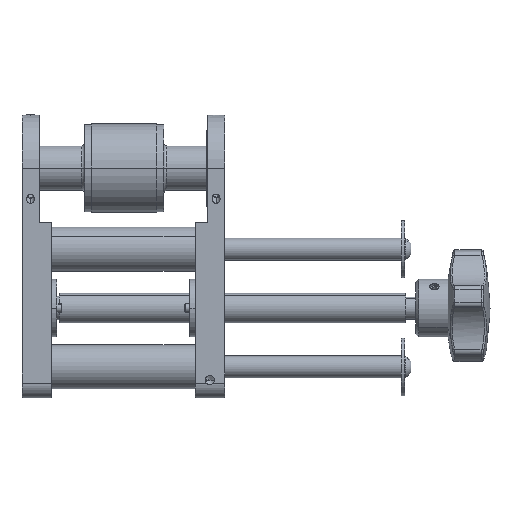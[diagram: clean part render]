
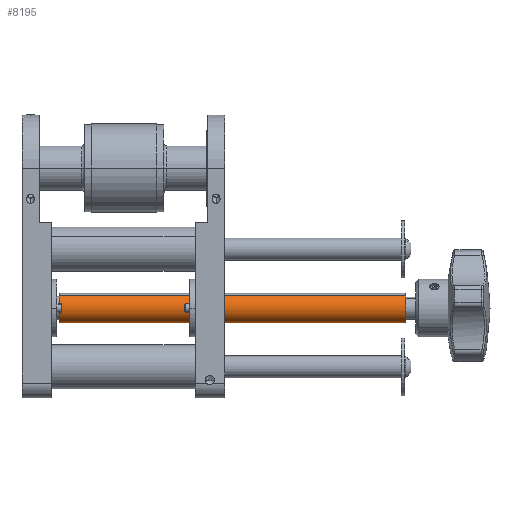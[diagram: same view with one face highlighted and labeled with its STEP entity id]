
A CAD part, left-side view. The second image highlights one B-rep face of the part: STEP entity #8195.
In plain terms, the highlighted cylindrical face has radius 6.35 mm (diameter 12.7 mm), a partial arc.
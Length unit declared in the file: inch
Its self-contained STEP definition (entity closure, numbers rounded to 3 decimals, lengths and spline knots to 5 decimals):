
#234 = ORIENTED_EDGE ( 'NONE', *, *, #5443, .T. ) ;
#1559 = CARTESIAN_POINT ( 'NONE',  ( -0.13657, -6.514, -2.1656 ) ) ;
#1649 = DIRECTION ( 'NONE',  ( 0., -1., 0. ) ) ;
#1972 = LINE ( 'NONE', #20471, #4563 ) ;
#3074 = CYLINDRICAL_SURFACE ( 'NONE', #9529, 0.25 ) ;
#3318 = DIRECTION ( 'NONE',  ( -0.546, 0., 0.838 ) ) ;
#3416 = DIRECTION ( 'NONE',  ( 0., 1., 0. ) ) ;
#3538 = CARTESIAN_POINT ( 'NONE',  ( -0.13657, -6.514, -2.1656 ) ) ;
#3613 = VERTEX_POINT ( 'NONE', #1559 ) ;
#4563 = VECTOR ( 'NONE', #25920, 39.37008 ) ;
#5443 = EDGE_CURVE ( 'NONE', #6458, #22846, #14150, .T. ) ;
#5808 = CARTESIAN_POINT ( 'NONE',  ( 0.13657, -6.514, -2.5844 ) ) ;
#5892 = EDGE_CURVE ( 'NONE', #3613, #6458, #6475, .T. ) ;
#6458 = VERTEX_POINT ( 'NONE', #7795 ) ;
#6475 = LINE ( 'NONE', #3538, #24864 ) ;
#7795 = CARTESIAN_POINT ( 'NONE',  ( -0.13657, -0.629, -2.1656 ) ) ;
#8195 = ADVANCED_FACE ( 'NONE', ( #21212 ), #3074, .T. ) ;
#8509 = CARTESIAN_POINT ( 'NONE',  ( 0., -0.629, -2.375 ) ) ;
#9137 = DIRECTION ( 'NONE',  ( 0.546, 0., -0.838 ) ) ;
#9529 = AXIS2_PLACEMENT_3D ( 'NONE', #11850, #3416, #9137 ) ;
#10116 = ORIENTED_EDGE ( 'NONE', *, *, #23652, .F. ) ;
#10416 = ORIENTED_EDGE ( 'NONE', *, *, #5892, .T. ) ;
#11456 = DIRECTION ( 'NONE',  ( 0., 1., 0. ) ) ;
#11829 = DIRECTION ( 'NONE',  ( -0.546, 0., 0.838 ) ) ;
#11850 = CARTESIAN_POINT ( 'NONE',  ( 0., -6.514, -2.375 ) ) ;
#12023 = EDGE_CURVE ( 'NONE', #3613, #12807, #27808, .T. ) ;
#12807 = VERTEX_POINT ( 'NONE', #5808 ) ;
#14150 = CIRCLE ( 'NONE', #30632, 0.25 ) ;
#14411 = CARTESIAN_POINT ( 'NONE',  ( 0., -6.514, -2.375 ) ) ;
#16989 = CARTESIAN_POINT ( 'NONE',  ( 0.13657, -0.629, -2.5844 ) ) ;
#19045 = DIRECTION ( 'NONE',  ( 0., -1., 0. ) ) ;
#20471 = CARTESIAN_POINT ( 'NONE',  ( 0.13657, -6.514, -2.5844 ) ) ;
#20751 = AXIS2_PLACEMENT_3D ( 'NONE', #14411, #1649, #11829 ) ;
#21212 = FACE_OUTER_BOUND ( 'NONE', #32678, .T. ) ;
#22846 = VERTEX_POINT ( 'NONE', #16989 ) ;
#23652 = EDGE_CURVE ( 'NONE', #12807, #22846, #1972, .T. ) ;
#24864 = VECTOR ( 'NONE', #11456, 39.37008 ) ;
#25920 = DIRECTION ( 'NONE',  ( 0., 1., 0. ) ) ;
#27808 = CIRCLE ( 'NONE', #20751, 0.25 ) ;
#29165 = ORIENTED_EDGE ( 'NONE', *, *, #12023, .F. ) ;
#30632 = AXIS2_PLACEMENT_3D ( 'NONE', #8509, #19045, #3318 ) ;
#32678 = EDGE_LOOP ( 'NONE', ( #29165, #10416, #234, #10116 ) ) ;
